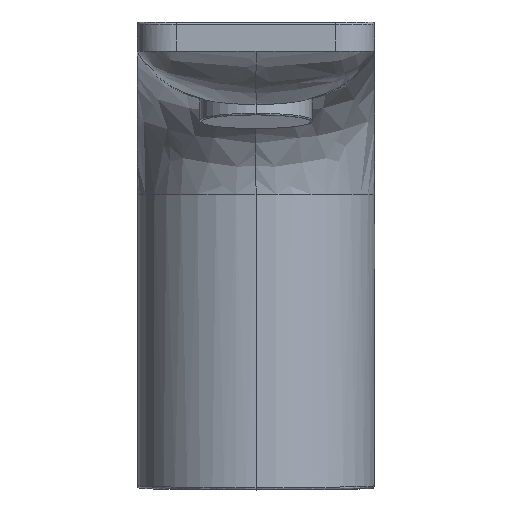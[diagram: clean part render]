
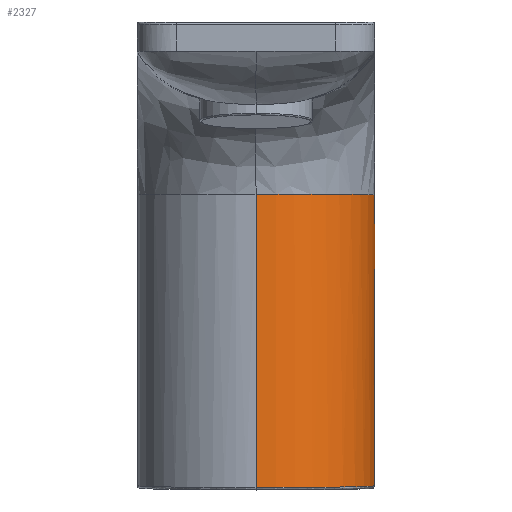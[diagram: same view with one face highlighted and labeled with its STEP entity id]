
A CAD part, top view. The second image highlights one B-rep face of the part: STEP entity #2327.
In plain terms, the highlighted cylindrical face has radius 24.25 mm (diameter 48.5 mm), a partial arc.
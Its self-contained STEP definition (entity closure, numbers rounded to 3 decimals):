
#26 = EDGE_CURVE ( 'NONE', #1898, #3068, #867, .T. ) ;
#122 = AXIS2_PLACEMENT_3D ( 'NONE', #3575, #2926, #4820 ) ;
#247 = CARTESIAN_POINT ( 'NONE',  ( 0., 0.086, 24.25 ) ) ;
#377 = CARTESIAN_POINT ( 'NONE',  ( 14.879, 60., 19.208 ) ) ;
#541 = DIRECTION ( 'NONE',  ( 0., 0., 1. ) ) ;
#867 = LINE ( 'NONE', #5724, #5638 ) ;
#879 = CARTESIAN_POINT ( 'NONE',  ( 24.25, 60., 0. ) ) ;
#1012 = CARTESIAN_POINT ( 'NONE',  ( 18.16, 60., 16.141 ) ) ;
#1433 = B_SPLINE_CURVE_WITH_KNOTS ( 'NONE', 3,
 ( #3376, #7686, #2218, #6542, #2852, #7163, #3474, #7791, #4087, #377, #4713, #1012, #5323, #1634, #5935, #2245, #6568, #2880, #7191, #3501 ),
 .UNSPECIFIED., .F., .F.,
 ( 4, 2, 2, 2, 2, 2, 2, 2, 2, 4 ),
 ( 0., 2.246, 4.491, 8.982, 13.473, 17.964, 22.456, 26.947, 31.438, 35.929 ),
 .UNSPECIFIED. ) ;
#1514 = ORIENTED_EDGE ( 'NONE', *, *, #2778, .F. ) ;
#1634 = CARTESIAN_POINT ( 'NONE',  ( 20.841, 60., 12.491 ) ) ;
#1842 = EDGE_CURVE ( 'NONE', #5710, #4303, #7249, .T. ) ;
#1898 = VERTEX_POINT ( 'NONE', #3021 ) ;
#2116 = CARTESIAN_POINT ( 'NONE',  ( 48.5, 0.086, 24.25 ) ) ;
#2218 = CARTESIAN_POINT ( 'NONE',  ( 1.754, 60., 24.202 ) ) ;
#2245 = CARTESIAN_POINT ( 'NONE',  ( 22.846, 60., 8.28 ) ) ;
#2327 = ADVANCED_FACE ( 'NONE', ( #6379 ), #3118, .T. ) ;
#2667 = CARTESIAN_POINT ( 'NONE',  ( 0., 0.915, -24.25 ) ) ;
#2751 = CARTESIAN_POINT ( 'NONE',  ( 48.5, 0.915, -24.25 ) ) ;
#2778 = EDGE_CURVE ( 'NONE', #5710, #2784, #4553, .T. ) ;
#2784 = VERTEX_POINT ( 'NONE', #2667 ) ;
#2852 = CARTESIAN_POINT ( 'NONE',  ( 4.266, 60., 23.886 ) ) ;
#2880 = CARTESIAN_POINT ( 'NONE',  ( 24.052, 60., 3.513 ) ) ;
#2918 = VECTOR ( 'NONE', #5118, 1000. ) ;
#2926 = DIRECTION ( 'NONE',  ( 0., -1., 0. ) ) ;
#3021 = CARTESIAN_POINT ( 'NONE',  ( 0., 59.999, 24.25 ) ) ;
#3068 = VERTEX_POINT ( 'NONE', #5341 ) ;
#3118 = CYLINDRICAL_SURFACE ( 'NONE', #122, 24.25 ) ;
#3376 = CARTESIAN_POINT ( 'NONE',  ( 0., 59.999, 24.25 ) ) ;
#3474 = CARTESIAN_POINT ( 'NONE',  ( 8.187, 60., 22.879 ) ) ;
#3501 = CARTESIAN_POINT ( 'NONE',  ( 24.25, 60., 0. ) ) ;
#3575 = CARTESIAN_POINT ( 'NONE',  ( 0., 0., 0. ) ) ;
#4087 = CARTESIAN_POINT ( 'NONE',  ( 12.381, 60.001, 20.905 ) ) ;
#4256 = DIRECTION ( 'NONE',  ( 0., -1., 0. ) ) ;
#4303 = VERTEX_POINT ( 'NONE', #879 ) ;
#4328 = EDGE_CURVE ( 'NONE', #3068, #2784, #6608, .T. ) ;
#4431 = AXIS2_PLACEMENT_3D ( 'NONE', #7956, #4256, #541 ) ;
#4553 = LINE ( 'NONE', #6982, #2918 ) ;
#4608 = ORIENTED_EDGE ( 'NONE', *, *, #1842, .T. ) ;
#4713 = CARTESIAN_POINT ( 'NONE',  ( 16.037, 60., 18.251 ) ) ;
#4820 = DIRECTION ( 'NONE',  ( 0., 0., -1. ) ) ;
#5118 = DIRECTION ( 'NONE',  ( 0., -1., 0. ) ) ;
#5323 = CARTESIAN_POINT ( 'NONE',  ( 19.125, 60., 14.987 ) ) ;
#5341 = CARTESIAN_POINT ( 'NONE',  ( 0., 0.086, 24.25 ) ) ;
#5638 = VECTOR ( 'NONE', #6415, 1000. ) ;
#5710 = VERTEX_POINT ( 'NONE', #6261 ) ;
#5724 = CARTESIAN_POINT ( 'NONE',  ( 0., 0., 24.25 ) ) ;
#5847 = ORIENTED_EDGE ( 'NONE', *, *, #7910, .F. ) ;
#5935 = CARTESIAN_POINT ( 'NONE',  ( 21.592, 60., 11.149 ) ) ;
#6060 = ORIENTED_EDGE ( 'NONE', *, *, #26, .T. ) ;
#6179 = EDGE_LOOP ( 'NONE', ( #5847, #6060, #6317, #1514, #4608 ) ) ;
#6261 = CARTESIAN_POINT ( 'NONE',  ( 0., 60., -24.25 ) ) ;
#6317 = ORIENTED_EDGE ( 'NONE', *, *, #4328, .T. ) ;
#6379 = FACE_OUTER_BOUND ( 'NONE', #6179, .T. ) ;
#6415 = DIRECTION ( 'NONE',  ( 0., -1., 0. ) ) ;
#6542 = CARTESIAN_POINT ( 'NONE',  ( 3.443, 60., 24.019 ) ) ;
#6568 = CARTESIAN_POINT ( 'NONE',  ( 23.35, 60., 6.753 ) ) ;
#6608 =( BOUNDED_CURVE ( )  B_SPLINE_CURVE ( 3, ( #247, #2116, #2751, #7061 ),
 .UNSPECIFIED., .F., .F. ) 
 B_SPLINE_CURVE_WITH_KNOTS ( ( 4, 4 ),
 ( 0., 3.142 ),
 .UNSPECIFIED. ) 
 CURVE ( )  GEOMETRIC_REPRESENTATION_ITEM ( )  RATIONAL_B_SPLINE_CURVE ( ( 1., 0.333, 0.333, 1. ) ) 
 REPRESENTATION_ITEM ( '' )  );
#6982 = CARTESIAN_POINT ( 'NONE',  ( 0., 0., -24.25 ) ) ;
#7061 = CARTESIAN_POINT ( 'NONE',  ( 0., 0.915, -24.25 ) ) ;
#7163 = CARTESIAN_POINT ( 'NONE',  ( 6.671, 60., 23.372 ) ) ;
#7191 = CARTESIAN_POINT ( 'NONE',  ( 24.249, 60.001, 1.8 ) ) ;
#7249 = CIRCLE ( 'NONE', #4431, 24.25 ) ;
#7686 = CARTESIAN_POINT ( 'NONE',  ( 0.886, 60.001, 24.249 ) ) ;
#7791 = CARTESIAN_POINT ( 'NONE',  ( 11.042, 60.001, 21.646 ) ) ;
#7910 = EDGE_CURVE ( 'NONE', #1898, #4303, #1433, .T. ) ;
#7956 = CARTESIAN_POINT ( 'NONE',  ( 0., 60., 0. ) ) ;
